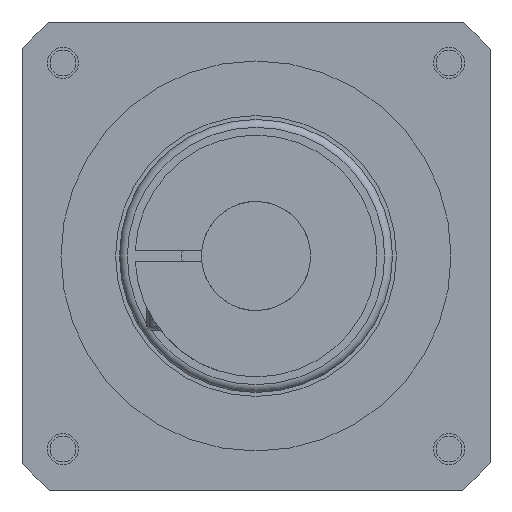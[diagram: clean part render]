
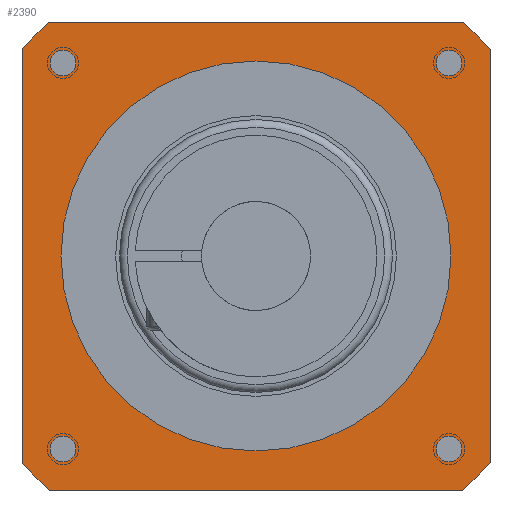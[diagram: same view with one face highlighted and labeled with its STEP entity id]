
A CAD part, left-side view. The second image highlights one B-rep face of the part: STEP entity #2390.
In plain terms, the highlighted planar face has unit normal (-1, 0, 0).
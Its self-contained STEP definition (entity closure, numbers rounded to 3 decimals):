
#148=LINE('',#3922,#333);
#151=LINE('',#3930,#336);
#154=LINE('',#3942,#339);
#157=LINE('',#3949,#342);
#333=VECTOR('',#2993,52.915);
#336=VECTOR('',#3002,52.915);
#339=VECTOR('',#3015,52.915);
#342=VECTOR('',#3024,52.915);
#484=FACE_BOUND('',#697,.T.);
#485=FACE_BOUND('',#698,.T.);
#486=FACE_BOUND('',#699,.T.);
#487=FACE_BOUND('',#700,.T.);
#488=FACE_BOUND('',#701,.T.);
#542=FACE_OUTER_BOUND('',#696,.T.);
#696=EDGE_LOOP('',(#1743,#1744,#1745,#1746,#1747,#1748,#1749,#1750));
#697=EDGE_LOOP('',(#1751,#1752));
#698=EDGE_LOOP('',(#1753,#1754));
#699=EDGE_LOOP('',(#1755,#1756));
#700=EDGE_LOOP('',(#1757,#1758));
#701=EDGE_LOOP('',(#1759,#1760));
#841=CIRCLE('',#2576,40.);
#842=CIRCLE('',#2579,40.);
#845=CIRCLE('',#2584,40.);
#846=CIRCLE('',#2587,40.);
#847=CIRCLE('',#2590,25.);
#848=CIRCLE('',#2591,25.);
#849=CIRCLE('',#2592,1.65);
#850=CIRCLE('',#2593,1.65);
#851=CIRCLE('',#2594,1.65);
#852=CIRCLE('',#2595,1.65);
#853=CIRCLE('',#2596,1.65);
#854=CIRCLE('',#2597,1.65);
#855=CIRCLE('',#2598,1.65);
#856=CIRCLE('',#2599,1.65);
#1025=VERTEX_POINT('',#3915);
#1026=VERTEX_POINT('',#3917);
#1027=VERTEX_POINT('',#3921);
#1028=VERTEX_POINT('',#3925);
#1029=VERTEX_POINT('',#3929);
#1032=VERTEX_POINT('',#3937);
#1033=VERTEX_POINT('',#3941);
#1034=VERTEX_POINT('',#3945);
#1035=VERTEX_POINT('',#3951);
#1036=VERTEX_POINT('',#3952);
#1037=VERTEX_POINT('',#3955);
#1038=VERTEX_POINT('',#3956);
#1039=VERTEX_POINT('',#3959);
#1040=VERTEX_POINT('',#3960);
#1041=VERTEX_POINT('',#3963);
#1042=VERTEX_POINT('',#3964);
#1043=VERTEX_POINT('',#3967);
#1044=VERTEX_POINT('',#3968);
#1291=EDGE_CURVE('',#1026,#1025,#841,.T.);
#1293=EDGE_CURVE('',#1027,#1026,#148,.T.);
#1295=EDGE_CURVE('',#1028,#1027,#842,.T.);
#1297=EDGE_CURVE('',#1029,#1028,#151,.T.);
#1301=EDGE_CURVE('',#1032,#1029,#845,.T.);
#1303=EDGE_CURVE('',#1033,#1032,#154,.T.);
#1305=EDGE_CURVE('',#1034,#1033,#846,.T.);
#1307=EDGE_CURVE('',#1025,#1034,#157,.T.);
#1308=EDGE_CURVE('',#1035,#1036,#847,.T.);
#1309=EDGE_CURVE('',#1036,#1035,#848,.T.);
#1310=EDGE_CURVE('',#1037,#1038,#849,.T.);
#1311=EDGE_CURVE('',#1038,#1037,#850,.T.);
#1312=EDGE_CURVE('',#1039,#1040,#851,.T.);
#1313=EDGE_CURVE('',#1040,#1039,#852,.T.);
#1314=EDGE_CURVE('',#1041,#1042,#853,.T.);
#1315=EDGE_CURVE('',#1042,#1041,#854,.T.);
#1316=EDGE_CURVE('',#1043,#1044,#855,.T.);
#1317=EDGE_CURVE('',#1044,#1043,#856,.T.);
#1743=ORIENTED_EDGE('',*,*,#1291,.T.);
#1744=ORIENTED_EDGE('',*,*,#1307,.T.);
#1745=ORIENTED_EDGE('',*,*,#1305,.T.);
#1746=ORIENTED_EDGE('',*,*,#1303,.T.);
#1747=ORIENTED_EDGE('',*,*,#1301,.T.);
#1748=ORIENTED_EDGE('',*,*,#1297,.T.);
#1749=ORIENTED_EDGE('',*,*,#1295,.T.);
#1750=ORIENTED_EDGE('',*,*,#1293,.T.);
#1751=ORIENTED_EDGE('',*,*,#1308,.T.);
#1752=ORIENTED_EDGE('',*,*,#1309,.T.);
#1753=ORIENTED_EDGE('',*,*,#1310,.F.);
#1754=ORIENTED_EDGE('',*,*,#1311,.F.);
#1755=ORIENTED_EDGE('',*,*,#1312,.F.);
#1756=ORIENTED_EDGE('',*,*,#1313,.F.);
#1757=ORIENTED_EDGE('',*,*,#1314,.F.);
#1758=ORIENTED_EDGE('',*,*,#1315,.F.);
#1759=ORIENTED_EDGE('',*,*,#1316,.F.);
#1760=ORIENTED_EDGE('',*,*,#1317,.F.);
#2204=PLANE('',#2589);
#2390=ADVANCED_FACE('',(#542,#484,#485,#486,#487,#488),#2204,.T.);
#2576=AXIS2_PLACEMENT_3D('',#3918,#2988,#2989);
#2579=AXIS2_PLACEMENT_3D('',#3926,#2997,#2998);
#2584=AXIS2_PLACEMENT_3D('',#3938,#3010,#3011);
#2587=AXIS2_PLACEMENT_3D('',#3946,#3019,#3020);
#2589=AXIS2_PLACEMENT_3D('',#3950,#3025,#3026);
#2590=AXIS2_PLACEMENT_3D('',#3953,#3027,#3028);
#2591=AXIS2_PLACEMENT_3D('',#3954,#3029,#3030);
#2592=AXIS2_PLACEMENT_3D('',#3957,#3031,#3032);
#2593=AXIS2_PLACEMENT_3D('',#3958,#3033,#3034);
#2594=AXIS2_PLACEMENT_3D('',#3961,#3035,#3036);
#2595=AXIS2_PLACEMENT_3D('',#3962,#3037,#3038);
#2596=AXIS2_PLACEMENT_3D('',#3965,#3039,#3040);
#2597=AXIS2_PLACEMENT_3D('',#3966,#3041,#3042);
#2598=AXIS2_PLACEMENT_3D('',#3969,#3043,#3044);
#2599=AXIS2_PLACEMENT_3D('',#3970,#3045,#3046);
#2988=DIRECTION('center_axis',(-1.,0.,0.));
#2989=DIRECTION('ref_axis',(0.,-0.75,0.661));
#2993=DIRECTION('',(0.,0.,1.));
#2997=DIRECTION('center_axis',(-1.,0.,0.));
#2998=DIRECTION('ref_axis',(0.,-0.661,-0.75));
#3002=DIRECTION('',(0.,-1.,0.));
#3010=DIRECTION('center_axis',(-1.,0.,0.));
#3011=DIRECTION('ref_axis',(0.,0.75,-0.661));
#3015=DIRECTION('',(0.,0.,-1.));
#3019=DIRECTION('center_axis',(-1.,0.,0.));
#3020=DIRECTION('ref_axis',(0.,0.661,0.75));
#3024=DIRECTION('',(0.,1.,0.));
#3025=DIRECTION('center_axis',(-1.,0.,0.));
#3026=DIRECTION('ref_axis',(0.,0.,-1.));
#3027=DIRECTION('center_axis',(1.,0.,0.));
#3028=DIRECTION('ref_axis',(0.,-1.,0.));
#3029=DIRECTION('center_axis',(1.,0.,0.));
#3030=DIRECTION('ref_axis',(0.,-1.,0.));
#3031=DIRECTION('center_axis',(-1.,0.,0.));
#3032=DIRECTION('ref_axis',(0.,0.,-1.));
#3033=DIRECTION('center_axis',(-1.,0.,0.));
#3034=DIRECTION('ref_axis',(0.,0.,-1.));
#3035=DIRECTION('center_axis',(-1.,0.,0.));
#3036=DIRECTION('ref_axis',(0.,0.,-1.));
#3037=DIRECTION('center_axis',(-1.,0.,0.));
#3038=DIRECTION('ref_axis',(0.,0.,-1.));
#3039=DIRECTION('center_axis',(-1.,0.,0.));
#3040=DIRECTION('ref_axis',(0.,0.,-1.));
#3041=DIRECTION('center_axis',(-1.,0.,0.));
#3042=DIRECTION('ref_axis',(0.,0.,-1.));
#3043=DIRECTION('center_axis',(-1.,0.,0.));
#3044=DIRECTION('ref_axis',(0.,0.,-1.));
#3045=DIRECTION('center_axis',(-1.,0.,0.));
#3046=DIRECTION('ref_axis',(0.,0.,-1.));
#3915=CARTESIAN_POINT('',(0.,-26.458,30.));
#3917=CARTESIAN_POINT('',(0.,-30.,26.458));
#3918=CARTESIAN_POINT('Origin',(0.,0.,0.));
#3921=CARTESIAN_POINT('',(0.,-30.,-26.458));
#3922=CARTESIAN_POINT('',(0.,-30.,-26.458));
#3925=CARTESIAN_POINT('',(0.,-26.458,-30.));
#3926=CARTESIAN_POINT('Origin',(0.,0.,0.));
#3929=CARTESIAN_POINT('',(0.,26.458,-30.));
#3930=CARTESIAN_POINT('',(0.,26.458,-30.));
#3937=CARTESIAN_POINT('',(0.,30.,-26.458));
#3938=CARTESIAN_POINT('Origin',(0.,0.,0.));
#3941=CARTESIAN_POINT('',(0.,30.,26.458));
#3942=CARTESIAN_POINT('',(0.,30.,26.458));
#3945=CARTESIAN_POINT('',(0.,26.458,30.));
#3946=CARTESIAN_POINT('Origin',(0.,0.,0.));
#3949=CARTESIAN_POINT('',(0.,-26.458,30.));
#3950=CARTESIAN_POINT('Origin',(0.,0.,0.));
#3951=CARTESIAN_POINT('',(0.,25.,0.));
#3952=CARTESIAN_POINT('',(0.,-25.,0.));
#3953=CARTESIAN_POINT('Origin',(0.,0.,0.));
#3954=CARTESIAN_POINT('Origin',(0.,0.,0.));
#3955=CARTESIAN_POINT('',(0.,-24.749,23.099));
#3956=CARTESIAN_POINT('',(0.,-24.749,26.399));
#3957=CARTESIAN_POINT('Origin',(0.,-24.749,24.749));
#3958=CARTESIAN_POINT('Origin',(0.,-24.749,24.749));
#3959=CARTESIAN_POINT('',(0.,-24.749,-26.399));
#3960=CARTESIAN_POINT('',(0.,-24.749,-23.099));
#3961=CARTESIAN_POINT('Origin',(0.,-24.749,-24.749));
#3962=CARTESIAN_POINT('Origin',(0.,-24.749,-24.749));
#3963=CARTESIAN_POINT('',(0.,24.749,-26.399));
#3964=CARTESIAN_POINT('',(0.,24.749,-23.099));
#3965=CARTESIAN_POINT('Origin',(0.,24.749,-24.749));
#3966=CARTESIAN_POINT('Origin',(0.,24.749,-24.749));
#3967=CARTESIAN_POINT('',(0.,24.749,23.099));
#3968=CARTESIAN_POINT('',(0.,24.749,26.399));
#3969=CARTESIAN_POINT('Origin',(0.,24.749,24.749));
#3970=CARTESIAN_POINT('Origin',(0.,24.749,24.749));
